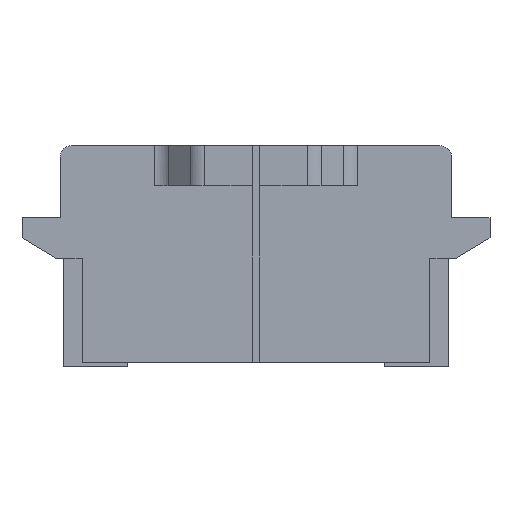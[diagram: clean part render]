
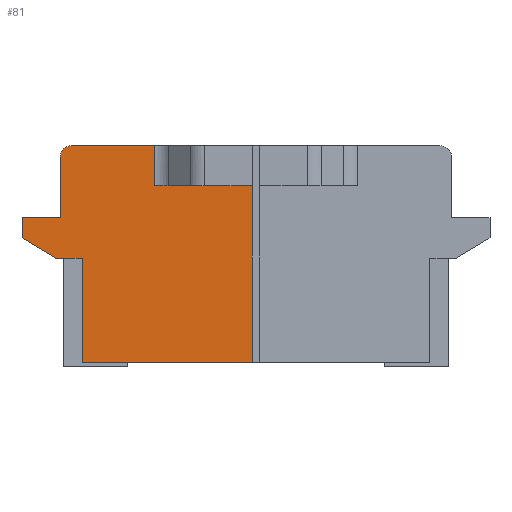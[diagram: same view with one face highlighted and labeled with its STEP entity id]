
A CAD part, left-side view. The second image highlights one B-rep face of the part: STEP entity #81.
In plain terms, the highlighted planar face has unit normal (-1, 0, 0).
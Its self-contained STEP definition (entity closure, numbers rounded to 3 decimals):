
#81=ADVANCED_FACE('',(#341),#3942,.T.);
#341=FACE_OUTER_BOUND('',#591,.T.);
#591=EDGE_LOOP('',(#1106,#1107,#1108,#1109,#1110,#1111,#1112,#1113,#1114,
#1115,#1116,#1117));
#1106=ORIENTED_EDGE('',*,*,#2156,.T.);
#1107=ORIENTED_EDGE('',*,*,#2358,.F.);
#1108=ORIENTED_EDGE('',*,*,#2359,.F.);
#1109=ORIENTED_EDGE('',*,*,#2360,.F.);
#1110=ORIENTED_EDGE('',*,*,#2361,.F.);
#1111=ORIENTED_EDGE('',*,*,#2456,.F.);
#1112=ORIENTED_EDGE('',*,*,#2362,.F.);
#1113=ORIENTED_EDGE('',*,*,#2351,.T.);
#1114=ORIENTED_EDGE('',*,*,#2348,.T.);
#1115=ORIENTED_EDGE('',*,*,#2357,.T.);
#1116=ORIENTED_EDGE('',*,*,#2355,.F.);
#1117=ORIENTED_EDGE('',*,*,#2182,.F.);
#2156=EDGE_CURVE('',#3487,#3486,#2836,.T.);
#2182=EDGE_CURVE('',#3487,#3516,#2862,.T.);
#2348=EDGE_CURVE('',#3633,#3632,#3028,.T.);
#2351=EDGE_CURVE('',#3635,#3633,#3031,.T.);
#2355=EDGE_CURVE('',#3516,#3636,#3035,.T.);
#2357=EDGE_CURVE('',#3632,#3636,#3037,.T.);
#2358=EDGE_CURVE('',#3638,#3486,#3038,.T.);
#2359=EDGE_CURVE('',#3639,#3638,#3039,.T.);
#2360=EDGE_CURVE('',#3640,#3639,#3040,.T.);
#2361=EDGE_CURVE('',#3641,#3640,#3041,.T.);
#2362=EDGE_CURVE('',#3635,#3642,#3042,.T.);
#2456=EDGE_CURVE('',#3642,#3641,#2785,.T.);
#2785=(
BOUNDED_CURVE()
B_SPLINE_CURVE(2,(#6534,#6535,#6536),.UNSPECIFIED.,.F.,.F.)
B_SPLINE_CURVE_WITH_KNOTS((3,3),(0.,0.232),.UNSPECIFIED.)
CURVE()
GEOMETRIC_REPRESENTATION_ITEM()
RATIONAL_B_SPLINE_CURVE((1.,0.707,1.))
REPRESENTATION_ITEM('')
);
#2836=B_SPLINE_CURVE_WITH_KNOTS('',1,(#5918,#5919),.UNSPECIFIED.,.F.,.F.,
(2,2),(-2.087,0.),.UNSPECIFIED.);
#2862=B_SPLINE_CURVE_WITH_KNOTS('',1,(#5970,#5971),.UNSPECIFIED.,.F.,.F.,
(2,2),(0.,1.28),.UNSPECIFIED.);
#3028=B_SPLINE_CURVE_WITH_KNOTS('',1,(#6302,#6303),.UNSPECIFIED.,.F.,.F.,
(2,2),(-0.246,0.),.UNSPECIFIED.);
#3031=B_SPLINE_CURVE_WITH_KNOTS('',1,(#6308,#6309),.UNSPECIFIED.,.F.,.F.,
(2,2),(-0.468,0.),.UNSPECIFIED.);
#3035=B_SPLINE_CURVE_WITH_KNOTS('',1,(#6316,#6317),.UNSPECIFIED.,.F.,.F.,
(2,2),(0.,0.33),.UNSPECIFIED.);
#3037=B_SPLINE_CURVE_WITH_KNOTS('',1,(#6320,#6321),.UNSPECIFIED.,.F.,.F.,
(2,2),(-0.477,0.),.UNSPECIFIED.);
#3038=B_SPLINE_CURVE_WITH_KNOTS('',1,(#6322,#6323),.UNSPECIFIED.,.F.,.F.,
(2,2),(-2.165,0.),.UNSPECIFIED.);
#3039=B_SPLINE_CURVE_WITH_KNOTS('',1,(#6324,#6325),.UNSPECIFIED.,.F.,.F.,
(2,2),(-1.2,0.),.UNSPECIFIED.);
#3040=B_SPLINE_CURVE_WITH_KNOTS('',1,(#6326,#6327),.UNSPECIFIED.,.F.,.F.,
(2,2),(-0.492,0.),.UNSPECIFIED.);
#3041=B_SPLINE_CURVE_WITH_KNOTS('',1,(#6328,#6329),.UNSPECIFIED.,.F.,.F.,
(2,2),(-1.01,0.),.UNSPECIFIED.);
#3042=B_SPLINE_CURVE_WITH_KNOTS('',1,(#6330,#6331),.UNSPECIFIED.,.F.,.F.,
(2,2),(-0.738,0.),.UNSPECIFIED.);
#3486=VERTEX_POINT('',#5449);
#3487=VERTEX_POINT('',#5450);
#3516=VERTEX_POINT('',#5479);
#3632=VERTEX_POINT('',#5595);
#3633=VERTEX_POINT('',#5596);
#3635=VERTEX_POINT('',#5598);
#3636=VERTEX_POINT('',#5599);
#3638=VERTEX_POINT('',#5601);
#3639=VERTEX_POINT('',#5602);
#3640=VERTEX_POINT('',#5603);
#3641=VERTEX_POINT('',#5604);
#3642=VERTEX_POINT('',#5605);
#3942=PLANE('',#4183);
#4183=AXIS2_PLACEMENT_3D('',#4628,#4406,$);
#4406=DIRECTION('',(-1.,0.,0.));
#4628=CARTESIAN_POINT('',(-8.232,5.556,2.668));
#5449=CARTESIAN_POINT('',(-8.232,6.121,3.2));
#5450=CARTESIAN_POINT('',(-8.232,10.294,3.2));
#5479=CARTESIAN_POINT('',(-8.232,10.294,5.759));
#5595=CARTESIAN_POINT('',(-8.232,11.77,6.251));
#5596=CARTESIAN_POINT('',(-8.232,11.77,6.743));
#5598=CARTESIAN_POINT('',(-8.232,10.835,6.743));
#5599=CARTESIAN_POINT('',(-8.232,10.953,5.759));
#5601=CARTESIAN_POINT('',(-8.232,6.121,7.531));
#5602=CARTESIAN_POINT('',(-8.232,8.521,7.531));
#5603=CARTESIAN_POINT('',(-8.232,8.521,8.515));
#5604=CARTESIAN_POINT('',(-8.232,10.54,8.515));
#5605=CARTESIAN_POINT('',(-8.232,10.835,8.22));
#5918=CARTESIAN_POINT('',(-8.232,10.294,3.2));
#5919=CARTESIAN_POINT('',(-8.232,6.121,3.2));
#5970=CARTESIAN_POINT('',(-8.232,10.294,3.2));
#5971=CARTESIAN_POINT('',(-8.232,10.294,5.759));
#6302=CARTESIAN_POINT('',(-8.232,11.77,6.743));
#6303=CARTESIAN_POINT('',(-8.232,11.77,6.251));
#6308=CARTESIAN_POINT('',(-8.232,10.835,6.743));
#6309=CARTESIAN_POINT('',(-8.232,11.77,6.743));
#6316=CARTESIAN_POINT('',(-8.232,10.294,5.759));
#6317=CARTESIAN_POINT('',(-8.232,10.953,5.759));
#6320=CARTESIAN_POINT('',(-8.232,11.77,6.251));
#6321=CARTESIAN_POINT('',(-8.232,10.953,5.759));
#6322=CARTESIAN_POINT('',(-8.232,6.121,7.531));
#6323=CARTESIAN_POINT('',(-8.232,6.121,3.2));
#6324=CARTESIAN_POINT('',(-8.232,8.521,7.531));
#6325=CARTESIAN_POINT('',(-8.232,6.121,7.531));
#6326=CARTESIAN_POINT('',(-8.232,8.521,8.515));
#6327=CARTESIAN_POINT('',(-8.232,8.521,7.531));
#6328=CARTESIAN_POINT('',(-8.232,10.54,8.515));
#6329=CARTESIAN_POINT('',(-8.232,8.521,8.515));
#6330=CARTESIAN_POINT('',(-8.232,10.835,6.743));
#6331=CARTESIAN_POINT('',(-8.232,10.835,8.22));
#6534=CARTESIAN_POINT('',(-8.232,10.835,8.22));
#6535=CARTESIAN_POINT('',(-8.232,10.835,8.515));
#6536=CARTESIAN_POINT('',(-8.232,10.54,8.515));
